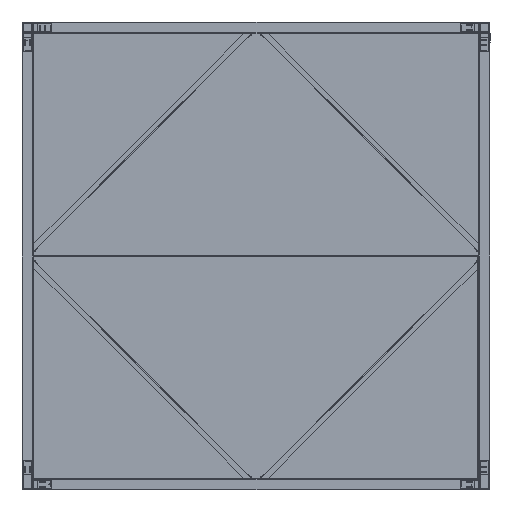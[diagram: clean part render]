
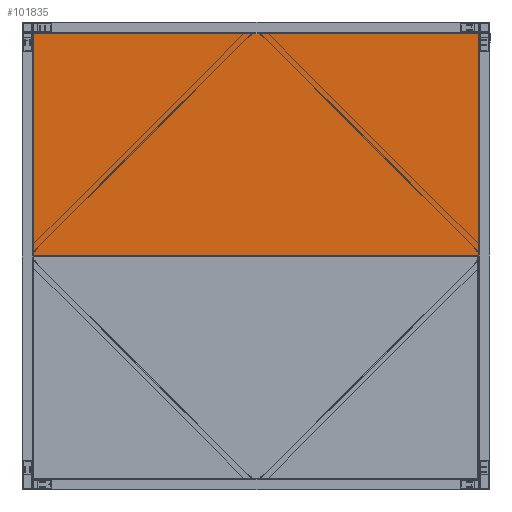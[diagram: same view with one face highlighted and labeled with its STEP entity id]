
A CAD part, left-side view. The second image highlights one B-rep face of the part: STEP entity #101835.
In plain terms, the highlighted planar face has unit normal (-1, 0, 0).
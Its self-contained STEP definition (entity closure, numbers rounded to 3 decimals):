
#6089 = VECTOR ( 'NONE', #115863, 1000. ) ;
#12262 = VERTEX_POINT ( 'NONE', #110865 ) ;
#15113 = EDGE_CURVE ( 'NONE', #75951, #17354, #117204, .T. ) ;
#17354 = VERTEX_POINT ( 'NONE', #74764 ) ;
#19362 = PLANE ( 'NONE',  #35801 ) ;
#21545 = EDGE_CURVE ( 'NONE', #12262, #75951, #78179, .T. ) ;
#25230 = CARTESIAN_POINT ( 'NONE',  ( -315.662, -923.837, 2062.237 ) ) ;
#25908 = LINE ( 'NONE', #25230, #48775 ) ;
#26778 = DIRECTION ( 'NONE',  ( 1., 0., 0. ) ) ;
#29913 = EDGE_CURVE ( 'NONE', #17354, #59735, #57585, .T. ) ;
#32275 = ORIENTED_EDGE ( 'NONE', *, *, #21545, .F. ) ;
#35801 = AXIS2_PLACEMENT_3D ( 'NONE', #118103, #26778, #88063 ) ;
#40027 = FACE_OUTER_BOUND ( 'NONE', #55104, .T. ) ;
#48775 = VECTOR ( 'NONE', #97204, 1000. ) ;
#55104 = EDGE_LOOP ( 'NONE', ( #117114, #91403, #32275, #104574 ) ) ;
#57585 = LINE ( 'NONE', #68241, #97940 ) ;
#59735 = VERTEX_POINT ( 'NONE', #98316 ) ;
#66531 = CARTESIAN_POINT ( 'NONE',  ( -315.662, 1031.881, 3037.263 ) ) ;
#68241 = CARTESIAN_POINT ( 'NONE',  ( -315.662, -923.241, 3037.859 ) ) ;
#68638 = CARTESIAN_POINT ( 'NONE',  ( -315.662, 1031.285, 3037.263 ) ) ;
#74764 = CARTESIAN_POINT ( 'NONE',  ( -315.662, -923.241, 3037.263 ) ) ;
#75951 = VERTEX_POINT ( 'NONE', #68638 ) ;
#78179 = LINE ( 'NONE', #97507, #89054 ) ;
#88063 = DIRECTION ( 'NONE',  ( 0., 0., -1. ) ) ;
#89054 = VECTOR ( 'NONE', #119501, 1000. ) ;
#91403 = ORIENTED_EDGE ( 'NONE', *, *, #15113, .F. ) ;
#97204 = DIRECTION ( 'NONE',  ( 0., 1., 0. ) ) ;
#97507 = CARTESIAN_POINT ( 'NONE',  ( -315.662, 1031.285, 2061.641 ) ) ;
#97940 = VECTOR ( 'NONE', #129540, 1000. ) ;
#98316 = CARTESIAN_POINT ( 'NONE',  ( -315.662, -923.241, 2062.237 ) ) ;
#101835 = ADVANCED_FACE ( 'NONE', ( #40027 ), #19362, .F. ) ;
#104574 = ORIENTED_EDGE ( 'NONE', *, *, #129852, .F. ) ;
#110865 = CARTESIAN_POINT ( 'NONE',  ( -315.662, 1031.285, 2062.237 ) ) ;
#115863 = DIRECTION ( 'NONE',  ( 0., -1., 0. ) ) ;
#117114 = ORIENTED_EDGE ( 'NONE', *, *, #29913, .F. ) ;
#117204 = LINE ( 'NONE', #66531, #6089 ) ;
#118103 = CARTESIAN_POINT ( 'NONE',  ( -315.662, -925.478, 2060. ) ) ;
#119501 = DIRECTION ( 'NONE',  ( 0., 0., 1. ) ) ;
#129540 = DIRECTION ( 'NONE',  ( 0., 0., -1. ) ) ;
#129852 = EDGE_CURVE ( 'NONE', #59735, #12262, #25908, .T. ) ;
